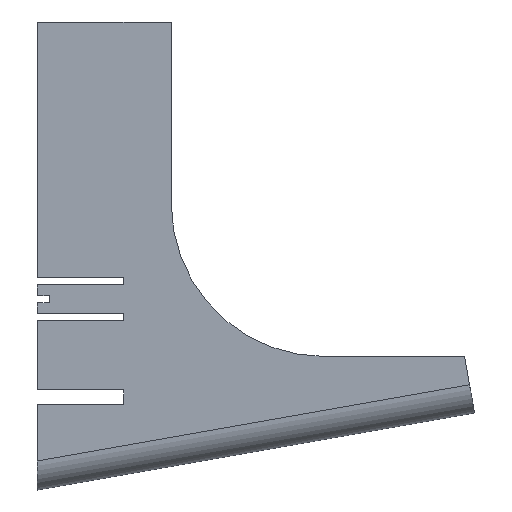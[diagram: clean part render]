
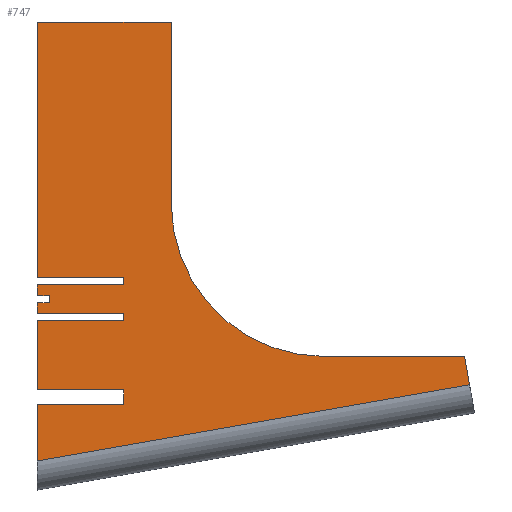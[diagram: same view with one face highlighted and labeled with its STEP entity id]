
A CAD part, front view. The second image highlights one B-rep face of the part: STEP entity #747.
In plain terms, the highlighted planar face has unit normal (0, -1, 0).
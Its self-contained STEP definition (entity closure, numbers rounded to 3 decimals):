
#40=CARTESIAN_POINT('Vertex',(291.,0.,-86.)) ;
#45=CARTESIAN_POINT('Line Origine',(291.,0.,-84.5)) ;
#49=CARTESIAN_POINT('Vertex',(291.,0.,-83.)) ;
#76=CARTESIAN_POINT('Line Origine',(282.,0.,-83.)) ;
#80=CARTESIAN_POINT('Vertex',(273.,0.,-83.)) ;
#107=CARTESIAN_POINT('Line Origine',(273.,0.,-75.75)) ;
#111=CARTESIAN_POINT('Vertex',(273.,0.,-68.5)) ;
#138=CARTESIAN_POINT('Line Origine',(282.,0.,-68.5)) ;
#142=CARTESIAN_POINT('Vertex',(291.,0.,-68.5)) ;
#164=CARTESIAN_POINT('Line Origine',(291.,0.,-67.75)) ;
#168=CARTESIAN_POINT('Vertex',(291.,0.,-67.)) ;
#195=CARTESIAN_POINT('Line Origine',(282.,0.,-67.)) ;
#199=CARTESIAN_POINT('Vertex',(273.,0.,-67.)) ;
#221=CARTESIAN_POINT('Line Origine',(273.,0.,-65.875)) ;
#225=CARTESIAN_POINT('Vertex',(273.,0.,-64.75)) ;
#252=CARTESIAN_POINT('Line Origine',(274.25,0.,-64.75)) ;
#256=CARTESIAN_POINT('Vertex',(275.5,0.,-64.75)) ;
#283=CARTESIAN_POINT('Line Origine',(275.5,0.,-64.)) ;
#287=CARTESIAN_POINT('Vertex',(275.5,0.,-63.25)) ;
#314=CARTESIAN_POINT('Line Origine',(274.25,0.,-63.25)) ;
#318=CARTESIAN_POINT('Vertex',(273.,0.,-63.25)) ;
#340=CARTESIAN_POINT('Line Origine',(273.,0.,-62.125)) ;
#344=CARTESIAN_POINT('Vertex',(273.,0.,-61.)) ;
#371=CARTESIAN_POINT('Line Origine',(282.,0.,-61.)) ;
#375=CARTESIAN_POINT('Vertex',(291.,0.,-61.)) ;
#397=CARTESIAN_POINT('Line Origine',(291.,0.,-60.25)) ;
#401=CARTESIAN_POINT('Vertex',(291.,0.,-59.5)) ;
#428=CARTESIAN_POINT('Line Origine',(282.,0.,-59.5)) ;
#432=CARTESIAN_POINT('Vertex',(273.,0.,-59.5)) ;
#454=CARTESIAN_POINT('Line Origine',(273.,0.,-32.75)) ;
#458=CARTESIAN_POINT('Vertex',(273.,0.,-6.)) ;
#485=CARTESIAN_POINT('Line Origine',(287.,0.,-6.)) ;
#489=CARTESIAN_POINT('Vertex',(301.,0.,-6.)) ;
#516=CARTESIAN_POINT('Line Origine',(301.,0.,-25.)) ;
#520=CARTESIAN_POINT('Vertex',(301.,0.,-44.)) ;
#547=CARTESIAN_POINT('Axis2P3D Location',(333.,0.,-44.)) ;
#551=CARTESIAN_POINT('Vertex',(333.,0.,-76.)) ;
#578=CARTESIAN_POINT('Line Origine',(347.688,0.,-76.)) ;
#582=CARTESIAN_POINT('Vertex',(362.376,0.,-76.)) ;
#615=CARTESIAN_POINT('Vertex',(363.418,0.,-81.909)) ;
#623=CARTESIAN_POINT('Line Origine',(362.897,0.,-78.954)) ;
#647=CARTESIAN_POINT('Vertex',(273.,0.,-97.852)) ;
#657=CARTESIAN_POINT('Line Origine',(318.209,0.,-89.88)) ;
#669=CARTESIAN_POINT('Line Origine',(273.,0.,-91.926)) ;
#673=CARTESIAN_POINT('Vertex',(273.,0.,-86.)) ;
#700=CARTESIAN_POINT('Line Origine',(282.,0.,-86.)) ;
#717=CARTESIAN_POINT('Axis2P3D Location',(0.,0.,0.)) ;
#47=VECTOR('Line Direction',#46,1.) ;
#78=VECTOR('Line Direction',#77,1.) ;
#109=VECTOR('Line Direction',#108,1.) ;
#140=VECTOR('Line Direction',#139,1.) ;
#166=VECTOR('Line Direction',#165,1.) ;
#197=VECTOR('Line Direction',#196,1.) ;
#223=VECTOR('Line Direction',#222,1.) ;
#254=VECTOR('Line Direction',#253,1.) ;
#285=VECTOR('Line Direction',#284,1.) ;
#316=VECTOR('Line Direction',#315,1.) ;
#342=VECTOR('Line Direction',#341,1.) ;
#373=VECTOR('Line Direction',#372,1.) ;
#399=VECTOR('Line Direction',#398,1.) ;
#430=VECTOR('Line Direction',#429,1.) ;
#456=VECTOR('Line Direction',#455,1.) ;
#487=VECTOR('Line Direction',#486,1.) ;
#518=VECTOR('Line Direction',#517,1.) ;
#580=VECTOR('Line Direction',#579,1.) ;
#625=VECTOR('Line Direction',#624,1.) ;
#659=VECTOR('Line Direction',#658,1.) ;
#671=VECTOR('Line Direction',#670,1.) ;
#702=VECTOR('Line Direction',#701,1.) ;
#46=DIRECTION('Vector Direction',(0.,0.,-1.)) ;
#77=DIRECTION('Vector Direction',(1.,0.,0.)) ;
#108=DIRECTION('Vector Direction',(0.,0.,-1.)) ;
#139=DIRECTION('Vector Direction',(-1.,0.,0.)) ;
#165=DIRECTION('Vector Direction',(0.,0.,-1.)) ;
#196=DIRECTION('Vector Direction',(1.,0.,0.)) ;
#222=DIRECTION('Vector Direction',(0.,0.,-1.)) ;
#253=DIRECTION('Vector Direction',(-1.,0.,0.)) ;
#284=DIRECTION('Vector Direction',(0.,0.,-1.)) ;
#315=DIRECTION('Vector Direction',(1.,0.,0.)) ;
#341=DIRECTION('Vector Direction',(0.,0.,-1.)) ;
#372=DIRECTION('Vector Direction',(-1.,0.,0.)) ;
#398=DIRECTION('Vector Direction',(0.,0.,-1.)) ;
#429=DIRECTION('Vector Direction',(1.,0.,0.)) ;
#455=DIRECTION('Vector Direction',(0.,0.,1.)) ;
#486=DIRECTION('Vector Direction',(1.,0.,0.)) ;
#517=DIRECTION('Vector Direction',(0.,0.,-1.)) ;
#548=DIRECTION('Axis2P3D Direction',(0.,1.,-0.)) ;
#579=DIRECTION('Vector Direction',(1.,0.,0.)) ;
#624=DIRECTION('Vector Direction',(-0.174,0.,0.985)) ;
#658=DIRECTION('Vector Direction',(-0.985,0.,-0.174)) ;
#670=DIRECTION('Vector Direction',(0.,0.,-1.)) ;
#701=DIRECTION('Vector Direction',(-1.,0.,0.)) ;
#718=DIRECTION('Axis2P3D Direction',(0.,1.,-0.)) ;
#719=DIRECTION('Axis2P3D XDirection',(-1.,0.,0.)) ;
#549=AXIS2_PLACEMENT_3D('Circle Axis2P3D',#547,#548,$) ;
#720=AXIS2_PLACEMENT_3D('Plane Axis2P3D',#717,#718,#719) ;
#48=LINE('Line',#45,#47) ;
#79=LINE('Line',#76,#78) ;
#110=LINE('Line',#107,#109) ;
#141=LINE('Line',#138,#140) ;
#167=LINE('Line',#164,#166) ;
#198=LINE('Line',#195,#197) ;
#224=LINE('Line',#221,#223) ;
#255=LINE('Line',#252,#254) ;
#286=LINE('Line',#283,#285) ;
#317=LINE('Line',#314,#316) ;
#343=LINE('Line',#340,#342) ;
#374=LINE('Line',#371,#373) ;
#400=LINE('Line',#397,#399) ;
#431=LINE('Line',#428,#430) ;
#457=LINE('Line',#454,#456) ;
#488=LINE('Line',#485,#487) ;
#519=LINE('Line',#516,#518) ;
#581=LINE('Line',#578,#580) ;
#626=LINE('Line',#623,#625) ;
#660=LINE('Line',#657,#659) ;
#672=LINE('Line',#669,#671) ;
#703=LINE('Line',#700,#702) ;
#550=CIRCLE('generated circle',#549,32.) ;
#721=PLANE('',#720) ;
#51=EDGE_CURVE('',#41,#50,#48,.F.) ;
#82=EDGE_CURVE('',#50,#81,#79,.F.) ;
#113=EDGE_CURVE('',#81,#112,#110,.F.) ;
#144=EDGE_CURVE('',#112,#143,#141,.F.) ;
#170=EDGE_CURVE('',#143,#169,#167,.F.) ;
#201=EDGE_CURVE('',#169,#200,#198,.F.) ;
#227=EDGE_CURVE('',#200,#226,#224,.F.) ;
#258=EDGE_CURVE('',#226,#257,#255,.F.) ;
#289=EDGE_CURVE('',#257,#288,#286,.F.) ;
#320=EDGE_CURVE('',#288,#319,#317,.F.) ;
#346=EDGE_CURVE('',#319,#345,#343,.F.) ;
#377=EDGE_CURVE('',#345,#376,#374,.F.) ;
#403=EDGE_CURVE('',#376,#402,#400,.F.) ;
#434=EDGE_CURVE('',#402,#433,#431,.F.) ;
#460=EDGE_CURVE('',#433,#459,#457,.T.) ;
#491=EDGE_CURVE('',#459,#490,#488,.T.) ;
#522=EDGE_CURVE('',#490,#521,#519,.T.) ;
#553=EDGE_CURVE('',#521,#552,#550,.F.) ;
#584=EDGE_CURVE('',#552,#583,#581,.T.) ;
#627=EDGE_CURVE('',#583,#616,#626,.F.) ;
#661=EDGE_CURVE('',#616,#648,#660,.T.) ;
#675=EDGE_CURVE('',#648,#674,#672,.F.) ;
#704=EDGE_CURVE('',#674,#41,#703,.F.) ;
#723=ORIENTED_EDGE('',*,*,#661,.F.) ;
#724=ORIENTED_EDGE('',*,*,#627,.F.) ;
#725=ORIENTED_EDGE('',*,*,#584,.F.) ;
#726=ORIENTED_EDGE('',*,*,#553,.F.) ;
#727=ORIENTED_EDGE('',*,*,#522,.F.) ;
#728=ORIENTED_EDGE('',*,*,#491,.F.) ;
#729=ORIENTED_EDGE('',*,*,#460,.F.) ;
#730=ORIENTED_EDGE('',*,*,#434,.F.) ;
#731=ORIENTED_EDGE('',*,*,#403,.F.) ;
#732=ORIENTED_EDGE('',*,*,#377,.F.) ;
#733=ORIENTED_EDGE('',*,*,#346,.F.) ;
#734=ORIENTED_EDGE('',*,*,#320,.F.) ;
#735=ORIENTED_EDGE('',*,*,#289,.F.) ;
#736=ORIENTED_EDGE('',*,*,#258,.F.) ;
#737=ORIENTED_EDGE('',*,*,#227,.F.) ;
#738=ORIENTED_EDGE('',*,*,#201,.F.) ;
#739=ORIENTED_EDGE('',*,*,#170,.F.) ;
#740=ORIENTED_EDGE('',*,*,#144,.F.) ;
#741=ORIENTED_EDGE('',*,*,#113,.F.) ;
#742=ORIENTED_EDGE('',*,*,#82,.F.) ;
#743=ORIENTED_EDGE('',*,*,#51,.F.) ;
#744=ORIENTED_EDGE('',*,*,#704,.F.) ;
#745=ORIENTED_EDGE('',*,*,#675,.F.) ;
#722=EDGE_LOOP('',(#723,#724,#725,#726,#727,#728,#729,#730,#731,#732,#733,#734,#735,#736,#737,#738,#739,#740,#741,#742,#743,#744,#745)) ;
#41=VERTEX_POINT('',#40) ;
#50=VERTEX_POINT('',#49) ;
#81=VERTEX_POINT('',#80) ;
#112=VERTEX_POINT('',#111) ;
#143=VERTEX_POINT('',#142) ;
#169=VERTEX_POINT('',#168) ;
#200=VERTEX_POINT('',#199) ;
#226=VERTEX_POINT('',#225) ;
#257=VERTEX_POINT('',#256) ;
#288=VERTEX_POINT('',#287) ;
#319=VERTEX_POINT('',#318) ;
#345=VERTEX_POINT('',#344) ;
#376=VERTEX_POINT('',#375) ;
#402=VERTEX_POINT('',#401) ;
#433=VERTEX_POINT('',#432) ;
#459=VERTEX_POINT('',#458) ;
#490=VERTEX_POINT('',#489) ;
#521=VERTEX_POINT('',#520) ;
#552=VERTEX_POINT('',#551) ;
#583=VERTEX_POINT('',#582) ;
#616=VERTEX_POINT('',#615) ;
#648=VERTEX_POINT('',#647) ;
#674=VERTEX_POINT('',#673) ;
#747=ADVANCED_FACE('PartBody',(#746),#721,.F.) ;
#746=FACE_OUTER_BOUND('',#722,.T.) ;
